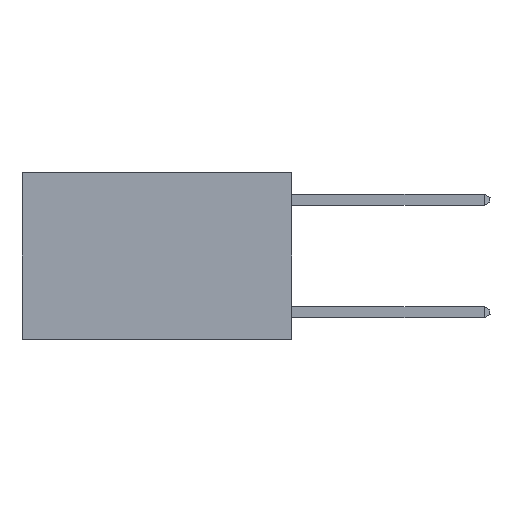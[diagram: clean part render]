
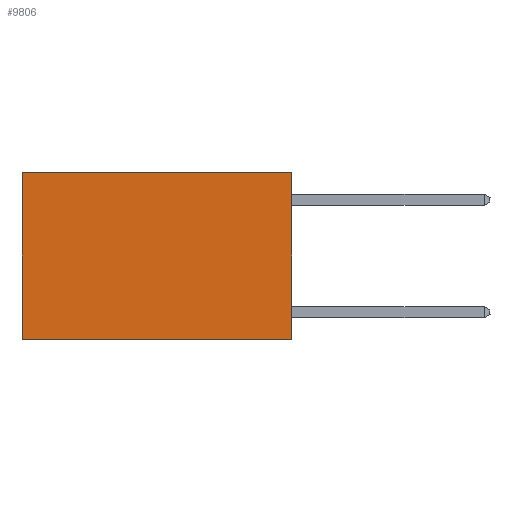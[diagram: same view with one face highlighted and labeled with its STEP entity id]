
A CAD part, left-side view. The second image highlights one B-rep face of the part: STEP entity #9806.
In plain terms, the highlighted planar face has unit normal (-1, 0, 0).
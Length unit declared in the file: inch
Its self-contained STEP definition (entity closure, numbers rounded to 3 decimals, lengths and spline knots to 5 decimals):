
#2241 = CARTESIAN_POINT ( 'NONE',  ( 0.2625, 0., -0.37 ) ) ;
#2640 = EDGE_CURVE ( 'NONE', #8872, #19377, #18554, .T. ) ;
#3609 = VECTOR ( 'NONE', #23272, 39.37008 ) ;
#3806 = CARTESIAN_POINT ( 'NONE',  ( 0.2625, 0., 0. ) ) ;
#4139 = EDGE_CURVE ( 'NONE', #11957, #8872, #9683, .T. ) ;
#4403 = DIRECTION ( 'NONE',  ( 0., 1., 0. ) ) ;
#6023 = VECTOR ( 'NONE', #4403, 39.37008 ) ;
#6644 = EDGE_CURVE ( 'NONE', #11957, #18630, #7125, .T. ) ;
#7125 = LINE ( 'NONE', #3806, #22806 ) ;
#7205 = ORIENTED_EDGE ( 'NONE', *, *, #19087, .F. ) ;
#8389 = DIRECTION ( 'NONE',  ( 0., 0., -1. ) ) ;
#8872 = VERTEX_POINT ( 'NONE', #9580 ) ;
#9580 = CARTESIAN_POINT ( 'NONE',  ( 0.2625, 0.6, 0. ) ) ;
#9683 = LINE ( 'NONE', #11659, #6023 ) ;
#9806 = ADVANCED_FACE ( 'NONE', ( #15822 ), #23391, .F. ) ;
#10767 = EDGE_LOOP ( 'NONE', ( #16085, #7205, #11918, #11926 ) ) ;
#10833 = DIRECTION ( 'NONE',  ( 0., 0., -1. ) ) ;
#11659 = CARTESIAN_POINT ( 'NONE',  ( 0.2625, 0., 0. ) ) ;
#11918 = ORIENTED_EDGE ( 'NONE', *, *, #6644, .F. ) ;
#11926 = ORIENTED_EDGE ( 'NONE', *, *, #4139, .T. ) ;
#11957 = VERTEX_POINT ( 'NONE', #22812 ) ;
#12206 = DIRECTION ( 'NONE',  ( 1., 0., 0. ) ) ;
#12690 = CARTESIAN_POINT ( 'NONE',  ( 0.2625, 0.6, 0. ) ) ;
#13279 = AXIS2_PLACEMENT_3D ( 'NONE', #13943, #12206, #17695 ) ;
#13492 = VECTOR ( 'NONE', #8389, 39.37008 ) ;
#13833 = CARTESIAN_POINT ( 'NONE',  ( 0.2625, 0., -0.37 ) ) ;
#13943 = CARTESIAN_POINT ( 'NONE',  ( 0.2625, 0., 0. ) ) ;
#14067 = LINE ( 'NONE', #13833, #3609 ) ;
#15822 = FACE_OUTER_BOUND ( 'NONE', #10767, .T. ) ;
#16085 = ORIENTED_EDGE ( 'NONE', *, *, #2640, .T. ) ;
#17695 = DIRECTION ( 'NONE',  ( 0., 0., -1. ) ) ;
#18554 = LINE ( 'NONE', #12690, #13492 ) ;
#18630 = VERTEX_POINT ( 'NONE', #2241 ) ;
#19087 = EDGE_CURVE ( 'NONE', #18630, #19377, #14067, .T. ) ;
#19377 = VERTEX_POINT ( 'NONE', #24501 ) ;
#22806 = VECTOR ( 'NONE', #10833, 39.37008 ) ;
#22812 = CARTESIAN_POINT ( 'NONE',  ( 0.2625, 0., 0. ) ) ;
#23272 = DIRECTION ( 'NONE',  ( 0., 1., 0. ) ) ;
#23391 = PLANE ( 'NONE',  #13279 ) ;
#24501 = CARTESIAN_POINT ( 'NONE',  ( 0.2625, 0.6, -0.37 ) ) ;
